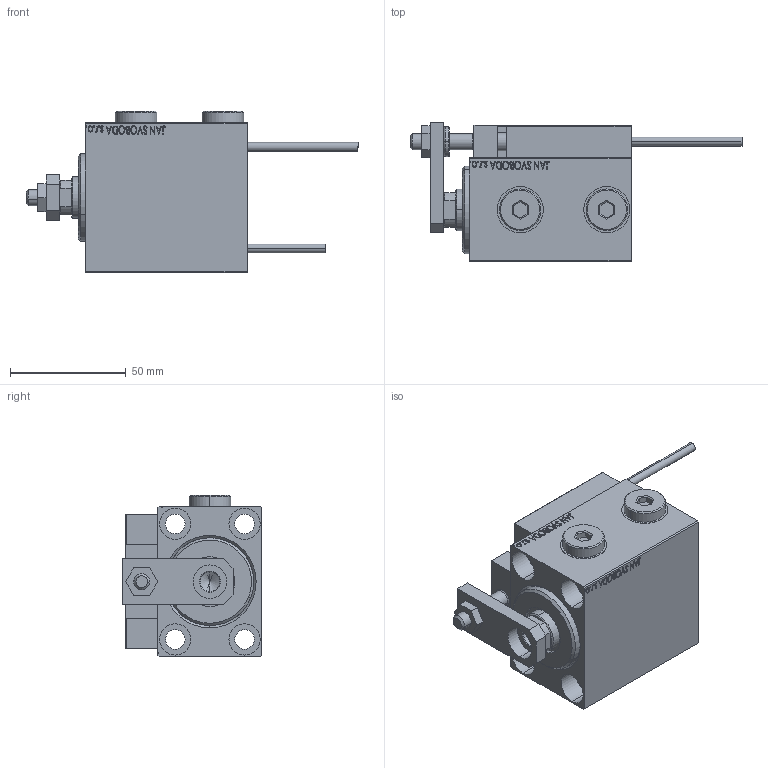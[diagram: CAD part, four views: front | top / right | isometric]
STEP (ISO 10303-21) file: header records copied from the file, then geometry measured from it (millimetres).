
FILE_DESCRIPTION (( 'STEP AP203' ), '1' );
FILE_NAME ('c460.STEP', '2024-03-04T10:17:02', ( '' ), ( '' ), 'SwSTEP 2.0', 'SolidWorks 2019', '' );
FILE_SCHEMA (( 'CONFIG_CONTROL_DESIGN' ));
Length unit declared in the file: millimetre
Products named in the file (16): NUT_D12 6e03d5552330d0c9628c4e03ec732d5a; MAGNET 6e03d5552330d0c9628c4e03ec732d5a; V450CM_C_VCP 6e03d5552330d0c9628c4e03ec732d5a; SWITCH_X_FRONT_BACK 6e03d5552330d0c9628c4e03ec732d5a; ALLEN BOLT D5 6e03d5552330d0c9628c4e03ec732d5a; TYC_L79 6e03d5552330d0c9628c4e03ec732d5a; V450CM_VC_B 6e03d5552330d0c9628c4e03ec732d5a; ZARAZKA 6e03d5552330d0c9628c4e03ec732d5a; V450CM_C_Body 6e03d5552330d0c9628c4e03ec732d5a; SWITCH DIM B,W 6e03d5552330d0c9628c4e03ec732d5a; ALLEN BOLT D8 6e03d5552330d0c9628c4e03ec732d5a; Block 6e03d5552330d0c9628c4e03ec732d5a; c460; Zatka_OIL_PORT 6e03d5552330d0c9628c4e03ec732d5a; SWITCH X 6e03d5552330d0c9628c4e03ec732d5a; KONCOVKA 6e03d5552330d0c9628c4e03ec732d5a
Assembly tree (26 placements, depth 3):
  c460
    V450CM_C_Body 6e03d5552330d0c9628c4e03ec732d5a
    SWITCH X 6e03d5552330d0c9628c4e03ec732d5a
      SWITCH_X_FRONT_BACK 6e03d5552330d0c9628c4e03ec732d5a  x2
      TYC_L79 6e03d5552330d0c9628c4e03ec732d5a
      Block 6e03d5552330d0c9628c4e03ec732d5a  x2
      ALLEN BOLT D5 6e03d5552330d0c9628c4e03ec732d5a  x4
      ALLEN BOLT D8 6e03d5552330d0c9628c4e03ec732d5a  x4
      MAGNET 6e03d5552330d0c9628c4e03ec732d5a  x2
      KONCOVKA 6e03d5552330d0c9628c4e03ec732d5a  x2
    NUT_D12 6e03d5552330d0c9628c4e03ec732d5a
    SWITCH DIM B,W 6e03d5552330d0c9628c4e03ec732d5a
    ZARAZKA 6e03d5552330d0c9628c4e03ec732d5a
    V450CM_C_VCP 6e03d5552330d0c9628c4e03ec732d5a
    V450CM_VC_B 6e03d5552330d0c9628c4e03ec732d5a
    Zatka_OIL_PORT 6e03d5552330d0c9628c4e03ec732d5a  x2
Bounding box: 143.7 x 60.5 x 69.9 mm (x, y, z)
Volume: 221635.4 mm3; surface area: 72074.9 mm2
Topology: 25 solids, 25 shells, 1336 faces, 3188 edges, 2035 vertices
Faces by surface type: plane 594, bspline 380, cylinder 204, cone 110, torus 44, sphere 4
Entity records: 51512 total; most frequent: CARTESIAN_POINT 26299, ORIENTED_EDGE 5316, DIRECTION 3634, EDGE_CURVE 2658, VERTEX_POINT 1735, VECTOR 1534, LINE 1534, EDGE_LOOP 1235
